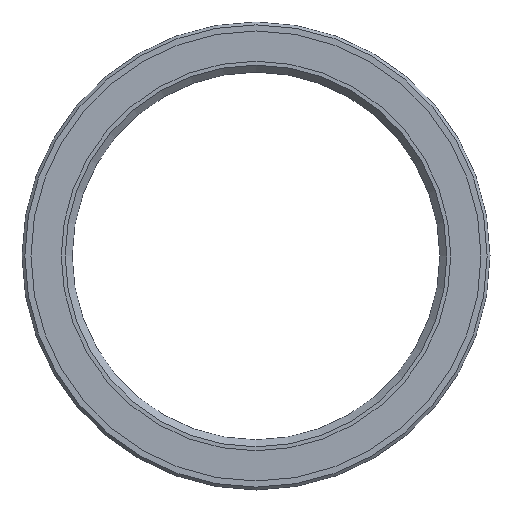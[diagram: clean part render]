
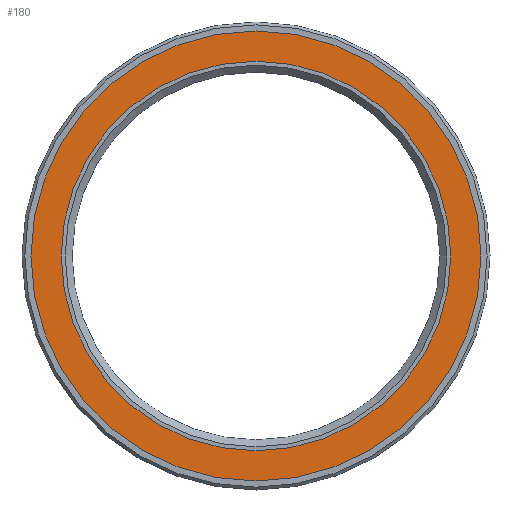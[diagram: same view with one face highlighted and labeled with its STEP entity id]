
A CAD part, front view. The second image highlights one B-rep face of the part: STEP entity #180.
In plain terms, the highlighted planar face has unit normal (0, -1, 0).
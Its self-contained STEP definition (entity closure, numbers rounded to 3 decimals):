
#2 = ORIENTED_EDGE ( 'NONE', *, *, #238, .F. ) ;
#7 = VERTEX_POINT ( 'NONE', #52 ) ;
#9 = AXIS2_PLACEMENT_3D ( 'NONE', #324, #216, #349 ) ;
#13 = DIRECTION ( 'NONE',  ( 0., 0., -1. ) ) ;
#47 = CIRCLE ( 'NONE', #146, 62.5 ) ;
#51 = EDGE_LOOP ( 'NONE', ( #184 ) ) ;
#52 = CARTESIAN_POINT ( 'NONE',  ( 0., -10., 62.5 ) ) ;
#75 = VERTEX_POINT ( 'NONE', #111 ) ;
#111 = CARTESIAN_POINT ( 'NONE',  ( 0., -10., -54.1 ) ) ;
#114 = CARTESIAN_POINT ( 'NONE',  ( 0., -10., 0. ) ) ;
#131 = EDGE_LOOP ( 'NONE', ( #2 ) ) ;
#145 = EDGE_CURVE ( 'NONE', #75, #75, #214, .T. ) ;
#146 = AXIS2_PLACEMENT_3D ( 'NONE', #242, #179, #218 ) ;
#157 = AXIS2_PLACEMENT_3D ( 'NONE', #114, #288, #13 ) ;
#171 = FACE_BOUND ( 'NONE', #51, .T. ) ;
#179 = DIRECTION ( 'NONE',  ( 0., 1., 0. ) ) ;
#180 = ADVANCED_FACE ( 'NONE', ( #236, #171 ), #296, .T. ) ;
#184 = ORIENTED_EDGE ( 'NONE', *, *, #145, .T. ) ;
#214 = CIRCLE ( 'NONE', #157, 54.1 ) ;
#216 = DIRECTION ( 'NONE',  ( 0., -1., 0. ) ) ;
#218 = DIRECTION ( 'NONE',  ( 0., 0., 1. ) ) ;
#236 = FACE_OUTER_BOUND ( 'NONE', #131, .T. ) ;
#238 = EDGE_CURVE ( 'NONE', #7, #7, #47, .T. ) ;
#242 = CARTESIAN_POINT ( 'NONE',  ( 0., -10., 0. ) ) ;
#288 = DIRECTION ( 'NONE',  ( 0., 1., 0. ) ) ;
#296 = PLANE ( 'NONE',  #9 ) ;
#324 = CARTESIAN_POINT ( 'NONE',  ( 62.5, -10., 0. ) ) ;
#349 = DIRECTION ( 'NONE',  ( 0., 0., -1. ) ) ;
